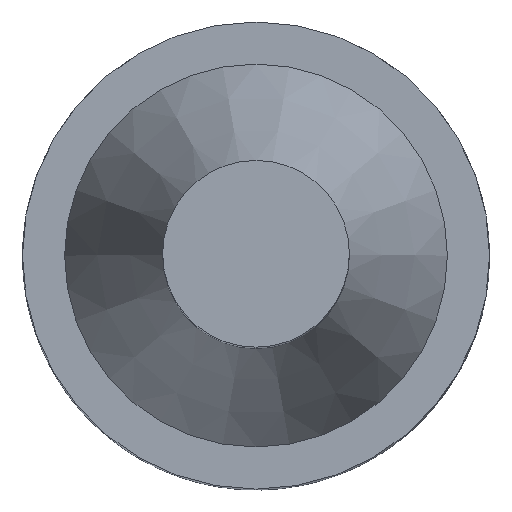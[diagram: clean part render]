
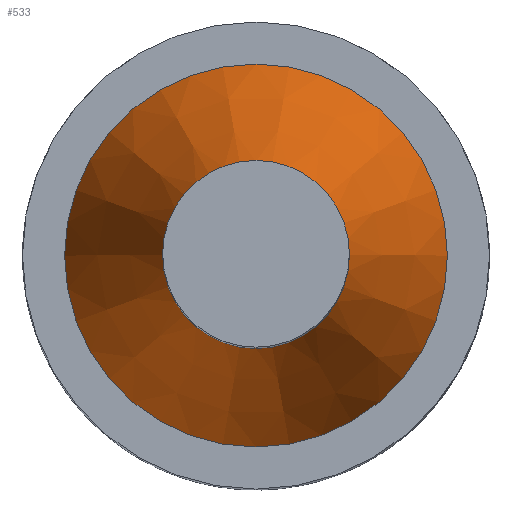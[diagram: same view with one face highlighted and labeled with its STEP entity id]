
A CAD part, top view. The second image highlights one B-rep face of the part: STEP entity #533.
In plain terms, the highlighted conical face has half-angle 19.904 degrees and reference radius 5 mm.
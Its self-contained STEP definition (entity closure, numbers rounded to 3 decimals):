
#38=FACE_BOUND($,#210,.T.);
#87=CIRCLE($,#602,5.);
#88=CIRCLE($,#605,10.25);
#93=CONICAL_SURFACE($,#604,5.,19.904);
#147=FACE_OUTER_BOUND($,#209,.T.);
#209=EDGE_LOOP($,(#448));
#210=EDGE_LOOP($,(#449));
#290=VERTEX_POINT($,#3255);
#291=VERTEX_POINT($,#3259);
#344=EDGE_CURVE($,#290,#290,#87,.T.);
#345=EDGE_CURVE($,#291,#291,#88,.T.);
#448=ORIENTED_EDGE($,*,*,#344,.T.);
#449=ORIENTED_EDGE($,*,*,#345,.F.);
#533=ADVANCED_FACE($,(#147,#38),#93,.T.);
#602=AXIS2_PLACEMENT_3D($,#3256,#749,#750);
#604=AXIS2_PLACEMENT_3D($,#3258,#753,#754);
#605=AXIS2_PLACEMENT_3D($,#3260,#755,#756);
#749=DIRECTION('center_axis',(0.,0.,-1.));
#750=DIRECTION('ref_axis',(-1.,0.,0.));
#753=DIRECTION('center_axis',(0.,0.,-1.));
#754=DIRECTION('ref_axis',(1.,0.,0.));
#755=DIRECTION('center_axis',(0.,0.,-1.));
#756=DIRECTION('ref_axis',(1.,0.,0.));
#3255=CARTESIAN_POINT('',(-5.,0.,45.5));
#3256=CARTESIAN_POINT('Origin',(0.,0.,45.5));
#3258=CARTESIAN_POINT('Origin',(0.,0.,45.5));
#3259=CARTESIAN_POINT('',(-10.25,0.,31.));
#3260=CARTESIAN_POINT('Origin',(0.,0.,31.));
